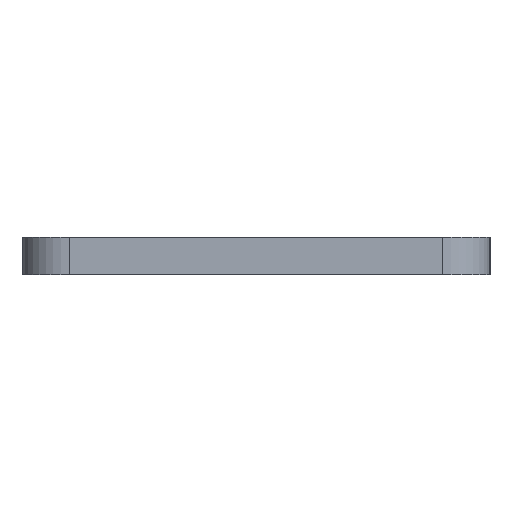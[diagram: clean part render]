
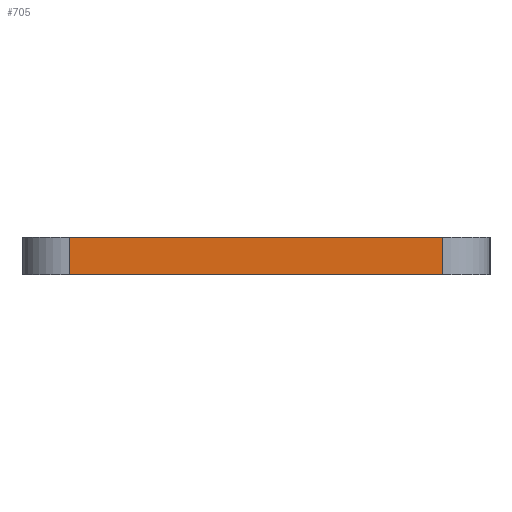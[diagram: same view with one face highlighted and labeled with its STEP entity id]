
A CAD part, left-side view. The second image highlights one B-rep face of the part: STEP entity #705.
In plain terms, the highlighted planar face has unit normal (-1, 0, 0).
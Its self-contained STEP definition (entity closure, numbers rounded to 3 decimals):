
#51 = VECTOR ( 'NONE', #734, 1000. ) ;
#81 = EDGE_CURVE ( 'NONE', #557, #291, #585, .T. ) ;
#108 = AXIS2_PLACEMENT_3D ( 'NONE', #149, #824, #398 ) ;
#118 = DIRECTION ( 'NONE',  ( 0., 0., 1. ) ) ;
#120 = VERTEX_POINT ( 'NONE', #576 ) ;
#123 = VERTEX_POINT ( 'NONE', #639 ) ;
#148 = EDGE_LOOP ( 'NONE', ( #616, #322, #403, #429 ) ) ;
#149 = CARTESIAN_POINT ( 'NONE',  ( -97.5, -19.255, 4. ) ) ;
#235 = VECTOR ( 'NONE', #869, 1000. ) ;
#271 = EDGE_CURVE ( 'NONE', #123, #557, #872, .T. ) ;
#286 = LINE ( 'NONE', #491, #830 ) ;
#291 = VERTEX_POINT ( 'NONE', #527 ) ;
#300 = CARTESIAN_POINT ( 'NONE',  ( -97.5, -63.663, 4. ) ) ;
#303 = DIRECTION ( 'NONE',  ( 0., 0., -1. ) ) ;
#322 = ORIENTED_EDGE ( 'NONE', *, *, #387, .T. ) ;
#333 = LINE ( 'NONE', #613, #51 ) ;
#387 = EDGE_CURVE ( 'NONE', #120, #123, #286, .T. ) ;
#398 = DIRECTION ( 'NONE',  ( 0., 1., 0. ) ) ;
#403 = ORIENTED_EDGE ( 'NONE', *, *, #271, .T. ) ;
#429 = ORIENTED_EDGE ( 'NONE', *, *, #81, .T. ) ;
#491 = CARTESIAN_POINT ( 'NONE',  ( -97.5, -24.255, 0. ) ) ;
#527 = CARTESIAN_POINT ( 'NONE',  ( -97.5, -63.663, 4. ) ) ;
#546 = FACE_OUTER_BOUND ( 'NONE', #148, .T. ) ;
#557 = VERTEX_POINT ( 'NONE', #659 ) ;
#576 = CARTESIAN_POINT ( 'NONE',  ( -97.5, -24.255, 4. ) ) ;
#585 = LINE ( 'NONE', #300, #645 ) ;
#595 = CARTESIAN_POINT ( 'NONE',  ( -97.5, -19.255, 0. ) ) ;
#613 = CARTESIAN_POINT ( 'NONE',  ( -97.5, -19.255, 4. ) ) ;
#616 = ORIENTED_EDGE ( 'NONE', *, *, #694, .F. ) ;
#639 = CARTESIAN_POINT ( 'NONE',  ( -97.5, -24.255, 0. ) ) ;
#645 = VECTOR ( 'NONE', #118, 1000. ) ;
#659 = CARTESIAN_POINT ( 'NONE',  ( -97.5, -63.663, 0. ) ) ;
#694 = EDGE_CURVE ( 'NONE', #120, #291, #333, .T. ) ;
#705 = ADVANCED_FACE ( 'NONE', ( #546 ), #738, .F. ) ;
#734 = DIRECTION ( 'NONE',  ( 0., -1., 0. ) ) ;
#738 = PLANE ( 'NONE',  #108 ) ;
#824 = DIRECTION ( 'NONE',  ( 1., 0., 0. ) ) ;
#830 = VECTOR ( 'NONE', #303, 1000. ) ;
#869 = DIRECTION ( 'NONE',  ( 0., -1., 0. ) ) ;
#872 = LINE ( 'NONE', #595, #235 ) ;
